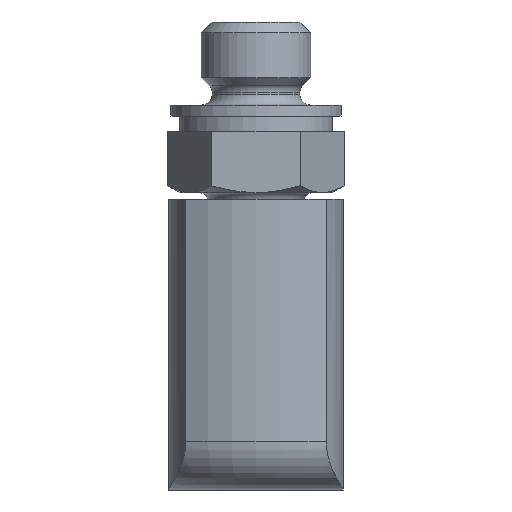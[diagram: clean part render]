
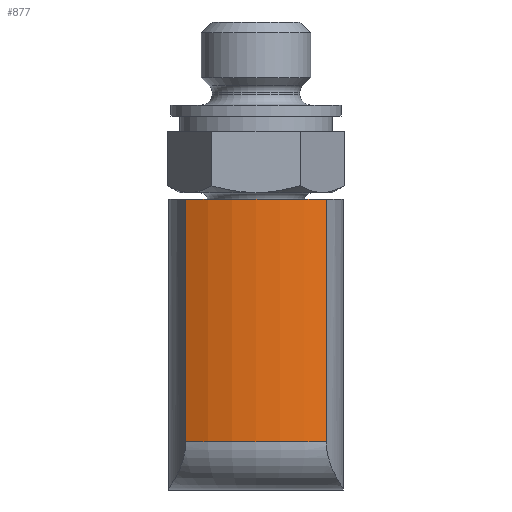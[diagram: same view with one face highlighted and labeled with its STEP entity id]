
A CAD part, left-side view. The second image highlights one B-rep face of the part: STEP entity #877.
In plain terms, the highlighted cylindrical face has radius 7 mm (diameter 14 mm), a partial arc.
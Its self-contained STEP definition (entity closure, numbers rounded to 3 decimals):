
#63=CYLINDRICAL_SURFACE('',#973,7.);
#80=LINE('',#1475,#119);
#83=LINE('',#1492,#122);
#119=VECTOR('',#1118,1000.);
#122=VECTOR('',#1127,1000.);
#203=ORIENTED_EDGE('',*,*,#416,.T.);
#204=ORIENTED_EDGE('',*,*,#429,.F.);
#205=ORIENTED_EDGE('',*,*,#422,.F.);
#206=ORIENTED_EDGE('',*,*,#412,.F.);
#412=EDGE_CURVE('',#522,#523,#596,.T.);
#416=EDGE_CURVE('',#522,#525,#80,.T.);
#422=EDGE_CURVE('',#523,#529,#83,.T.);
#429=EDGE_CURVE('',#529,#525,#603,.T.);
#522=VERTEX_POINT('',#1459);
#523=VERTEX_POINT('',#1461);
#525=VERTEX_POINT('',#1473);
#529=VERTEX_POINT('',#1488);
#596=CIRCLE('',#963,7.);
#603=CIRCLE('',#974,7.);
#657=EDGE_LOOP('',(#203,#204,#205,#206));
#754=FACE_BOUND('',#657,.T.);
#877=ADVANCED_FACE('',(#754),#63,.T.);
#963=AXIS2_PLACEMENT_3D('',#1460,#1111,#1112);
#973=AXIS2_PLACEMENT_3D('',#1504,#1139,#1140);
#974=AXIS2_PLACEMENT_3D('',#1505,#1141,#1142);
#1111=DIRECTION('',(0.,0.,1.));
#1112=DIRECTION('',(1.,0.,0.));
#1118=DIRECTION('',(0.,0.,-1.));
#1127=DIRECTION('',(0.,0.,-1.));
#1139=DIRECTION('',(0.,0.,-1.));
#1140=DIRECTION('',(-1.,0.,0.));
#1141=DIRECTION('',(0.,0.,-1.));
#1142=DIRECTION('',(-1.,0.,0.));
#1459=CARTESIAN_POINT('',(-3.217,3.217,9.6));
#1460=CARTESIAN_POINT('',(3.,0.,9.6));
#1461=CARTESIAN_POINT('',(-3.217,-3.217,9.6));
#1473=CARTESIAN_POINT('',(-3.217,3.217,-1.5));
#1475=CARTESIAN_POINT('',(-3.217,3.217,9.6));
#1488=CARTESIAN_POINT('',(-3.217,-3.217,-1.5));
#1492=CARTESIAN_POINT('',(-3.217,-3.217,9.6));
#1504=CARTESIAN_POINT('',(3.,0.,9.6));
#1505=CARTESIAN_POINT('',(3.,0.,-1.5));
